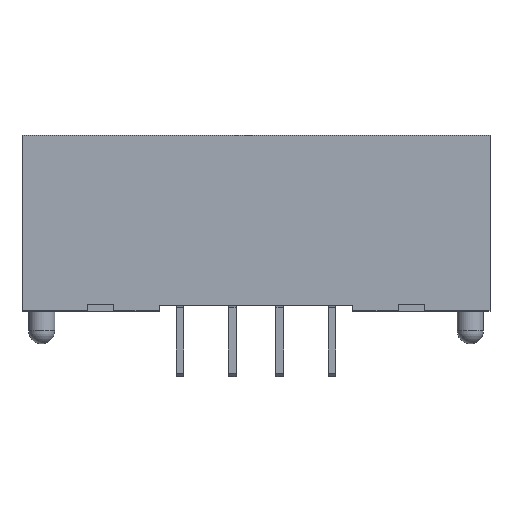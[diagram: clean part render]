
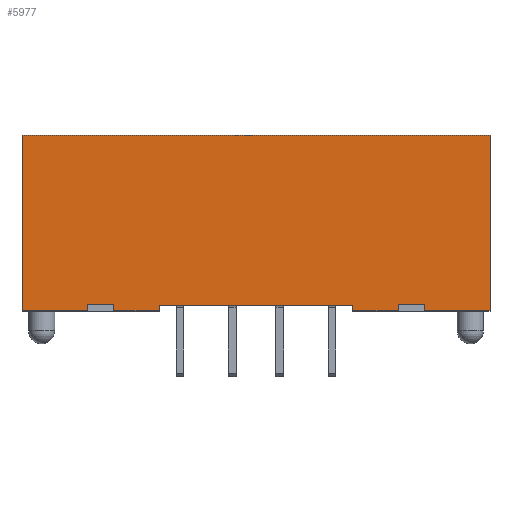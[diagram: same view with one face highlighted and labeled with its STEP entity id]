
A CAD part, top view. The second image highlights one B-rep face of the part: STEP entity #5977.
In plain terms, the highlighted face is planar.
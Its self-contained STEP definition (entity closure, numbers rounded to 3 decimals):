
#407=ORIENTED_EDGE('',*,*,#2177,.T.);
#408=ORIENTED_EDGE('',*,*,#2178,.T.);
#409=ORIENTED_EDGE('',*,*,#2087,.F.);
#410=ORIENTED_EDGE('',*,*,#2176,.T.);
#411=ORIENTED_EDGE('',*,*,#2158,.T.);
#412=ORIENTED_EDGE('',*,*,#2179,.F.);
#413=ORIENTED_EDGE('',*,*,#2180,.F.);
#414=ORIENTED_EDGE('',*,*,#2181,.T.);
#415=ORIENTED_EDGE('',*,*,#2182,.T.);
#416=ORIENTED_EDGE('',*,*,#2183,.T.);
#417=ORIENTED_EDGE('',*,*,#2129,.F.);
#418=ORIENTED_EDGE('',*,*,#2184,.T.);
#419=ORIENTED_EDGE('',*,*,#2083,.T.);
#420=ORIENTED_EDGE('',*,*,#2185,.T.);
#421=ORIENTED_EDGE('',*,*,#2141,.F.);
#422=ORIENTED_EDGE('',*,*,#2186,.T.);
#2083=EDGE_CURVE('',#2989,#2988,#3588,.T.);
#2087=EDGE_CURVE('',#2992,#2993,#3592,.T.);
#2129=EDGE_CURVE('',#3028,#3029,#3634,.T.);
#2141=EDGE_CURVE('',#3039,#3030,#3646,.T.);
#2158=EDGE_CURVE('',#3052,#3053,#3663,.T.);
#2176=EDGE_CURVE('',#2992,#3052,#3681,.T.);
#2177=EDGE_CURVE('',#3061,#3062,#3682,.T.);
#2178=EDGE_CURVE('',#3062,#2993,#3683,.T.);
#2179=EDGE_CURVE('',#3063,#3053,#3684,.T.);
#2180=EDGE_CURVE('',#3064,#3063,#3685,.T.);
#2181=EDGE_CURVE('',#3064,#3065,#3686,.T.);
#2182=EDGE_CURVE('',#3065,#3066,#3687,.T.);
#2183=EDGE_CURVE('',#3066,#3029,#3688,.T.);
#2184=EDGE_CURVE('',#3028,#2989,#3689,.T.);
#2185=EDGE_CURVE('',#2988,#3030,#3690,.T.);
#2186=EDGE_CURVE('',#3039,#3061,#3691,.T.);
#2988=VERTEX_POINT('',#8439);
#2989=VERTEX_POINT('',#8441);
#2992=VERTEX_POINT('',#8448);
#2993=VERTEX_POINT('',#8450);
#3028=VERTEX_POINT('',#8533);
#3029=VERTEX_POINT('',#8535);
#3030=VERTEX_POINT('',#8539);
#3039=VERTEX_POINT('',#8557);
#3052=VERTEX_POINT('',#8591);
#3053=VERTEX_POINT('',#8592);
#3061=VERTEX_POINT('',#8626);
#3062=VERTEX_POINT('',#8627);
#3063=VERTEX_POINT('',#8630);
#3064=VERTEX_POINT('',#8632);
#3065=VERTEX_POINT('',#8634);
#3066=VERTEX_POINT('',#8636);
#3588=LINE('',#8440,#4345);
#3592=LINE('',#8449,#4349);
#3634=LINE('',#8534,#4391);
#3646=LINE('',#8558,#4403);
#3663=LINE('',#8590,#4420);
#3681=LINE('',#8623,#4438);
#3682=LINE('',#8625,#4439);
#3683=LINE('',#8628,#4440);
#3684=LINE('',#8629,#4441);
#3685=LINE('',#8631,#4442);
#3686=LINE('',#8633,#4443);
#3687=LINE('',#8635,#4444);
#3688=LINE('',#8637,#4445);
#3689=LINE('',#8638,#4446);
#3690=LINE('',#8639,#4447);
#3691=LINE('',#8640,#4448);
#4345=VECTOR('',#6770,1000.);
#4349=VECTOR('',#6776,1000.);
#4391=VECTOR('',#6832,1000.);
#4403=VECTOR('',#6846,1000.);
#4420=VECTOR('',#6869,1000.);
#4438=VECTOR('',#6899,1000.);
#4439=VECTOR('',#6902,1000.);
#4440=VECTOR('',#6903,1000.);
#4441=VECTOR('',#6904,1000.);
#4442=VECTOR('',#6905,1000.);
#4443=VECTOR('',#6906,1000.);
#4444=VECTOR('',#6907,1000.);
#4445=VECTOR('',#6908,1000.);
#4446=VECTOR('',#6909,1000.);
#4447=VECTOR('',#6910,1000.);
#4448=VECTOR('',#6911,1000.);
#5100=EDGE_LOOP('',(#407,#408,#409,#410,#411,#412,#413,#414,#415,#416,#417,
#418,#419,#420,#421,#422));
#5419=FACE_BOUND('',#5100,.T.);
#5735=PLANE('',#6313);
#5977=ADVANCED_FACE('',(#5419),#5735,.F.);
#6313=AXIS2_PLACEMENT_3D('',#8624,#6900,#6901);
#6770=DIRECTION('',(1.,0.,0.));
#6776=DIRECTION('',(-1.,0.,0.));
#6832=DIRECTION('',(-1.,0.,0.));
#6846=DIRECTION('',(-1.,0.,0.));
#6869=DIRECTION('',(-1.,0.,0.));
#6899=DIRECTION('',(0.,0.,-1.));
#6900=DIRECTION('',(0.,-1.,0.));
#6901=DIRECTION('',(0.,0.,-1.));
#6902=DIRECTION('',(1.,0.,0.));
#6903=DIRECTION('',(0.,0.,1.));
#6904=DIRECTION('',(0.,0.,-1.));
#6905=DIRECTION('',(-1.,0.,0.));
#6906=DIRECTION('',(0.,0.,-1.));
#6907=DIRECTION('',(1.,0.,0.));
#6908=DIRECTION('',(0.,0.,1.));
#6909=DIRECTION('',(0.,0.,-1.));
#6910=DIRECTION('',(0.,0.,1.));
#6911=DIRECTION('',(0.,0.,-1.));
#8439=CARTESIAN_POINT('',(3.69,4.5,6.5));
#8440=CARTESIAN_POINT('',(-3.69,4.5,6.5));
#8441=CARTESIAN_POINT('',(-3.69,4.5,6.5));
#8448=CARTESIAN_POINT('',(8.94,4.5,6.71));
#8449=CARTESIAN_POINT('',(8.94,4.5,6.71));
#8450=CARTESIAN_POINT('',(6.44,4.5,6.71));
#8533=CARTESIAN_POINT('',(-3.69,4.5,6.71));
#8534=CARTESIAN_POINT('',(8.94,4.5,6.71));
#8535=CARTESIAN_POINT('',(-5.44,4.5,6.71));
#8539=CARTESIAN_POINT('',(3.69,4.5,6.71));
#8557=CARTESIAN_POINT('',(5.44,4.5,6.71));
#8558=CARTESIAN_POINT('',(8.94,4.5,6.71));
#8590=CARTESIAN_POINT('',(8.94,4.5,0.));
#8591=CARTESIAN_POINT('',(8.94,4.5,0.));
#8592=CARTESIAN_POINT('',(-8.94,4.5,0.));
#8623=CARTESIAN_POINT('',(8.94,4.5,6.71));
#8624=CARTESIAN_POINT('',(8.94,4.5,6.71));
#8625=CARTESIAN_POINT('',(5.44,4.5,6.46));
#8626=CARTESIAN_POINT('',(5.44,4.5,6.46));
#8627=CARTESIAN_POINT('',(6.44,4.5,6.46));
#8628=CARTESIAN_POINT('',(6.44,4.5,6.46));
#8629=CARTESIAN_POINT('',(-8.94,4.5,6.71));
#8630=CARTESIAN_POINT('',(-8.94,4.5,6.71));
#8631=CARTESIAN_POINT('',(8.94,4.5,6.71));
#8632=CARTESIAN_POINT('',(-6.44,4.5,6.71));
#8633=CARTESIAN_POINT('',(-6.44,4.5,6.71));
#8634=CARTESIAN_POINT('',(-6.44,4.5,6.46));
#8635=CARTESIAN_POINT('',(-6.44,4.5,6.46));
#8636=CARTESIAN_POINT('',(-5.44,4.5,6.46));
#8637=CARTESIAN_POINT('',(-5.44,4.5,6.46));
#8638=CARTESIAN_POINT('',(-3.69,4.5,6.71));
#8639=CARTESIAN_POINT('',(3.69,4.5,6.5));
#8640=CARTESIAN_POINT('',(5.44,4.5,6.71));
